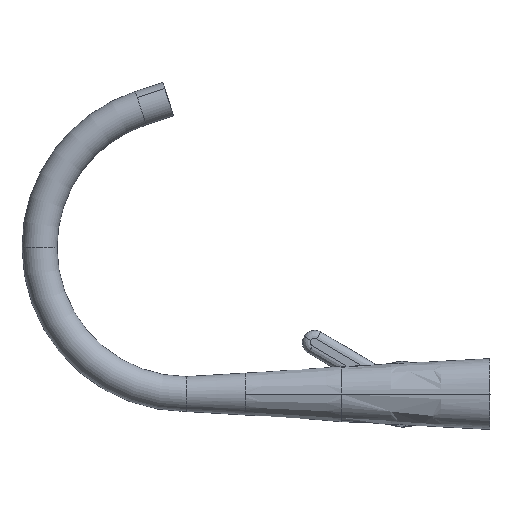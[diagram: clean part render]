
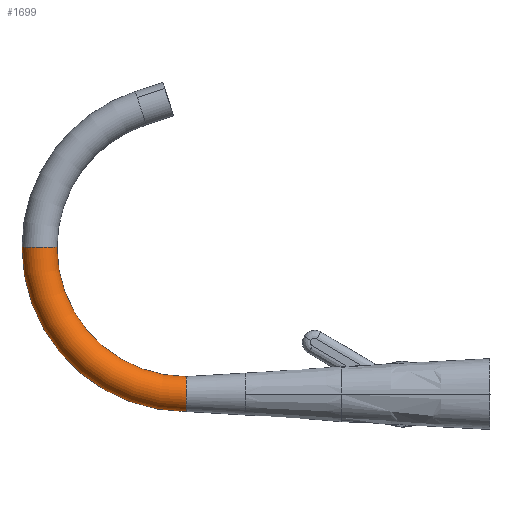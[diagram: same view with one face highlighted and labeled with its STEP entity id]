
A CAD part, left-side view. The second image highlights one B-rep face of the part: STEP entity #1699.
In plain terms, the highlighted toroidal (fillet/blend) face has major radius 108.883 mm and minor radius 13 mm.
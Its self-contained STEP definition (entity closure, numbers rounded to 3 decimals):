
#297 = CARTESIAN_POINT ( 'NONE',  ( 0., 334.632, 108.883 ) ) ;
#389 = AXIS2_PLACEMENT_3D ( 'NONE', #6906, #1401, #4896 ) ;
#470 = CARTESIAN_POINT ( 'NONE',  ( -12.833, 225.749, -2.119 ) ) ;
#488 = AXIS2_PLACEMENT_3D ( 'NONE', #5110, #5486, #6527 ) ;
#495 = CARTESIAN_POINT ( 'NONE',  ( -6.869, 225.749, -11.045 ) ) ;
#583 = CARTESIAN_POINT ( 'NONE',  ( -12.667, 225.749, 2.953 ) ) ;
#624 = CARTESIAN_POINT ( 'NONE',  ( 0., 225.749, -13. ) ) ;
#673 = VERTEX_POINT ( 'NONE', #5025 ) ;
#787 = CARTESIAN_POINT ( 'NONE',  ( -13., 225.749, 0.425 ) ) ;
#828 = CARTESIAN_POINT ( 'NONE',  ( -1.698, 225.749, -12.896 ) ) ;
#884 = CARTESIAN_POINT ( 'NONE',  ( -7.576, 225.749, 10.573 ) ) ;
#952 = CARTESIAN_POINT ( 'NONE',  ( -12.173, 225.749, 4.582 ) ) ;
#1172 = CIRCLE ( 'NONE', #488, 95.883 ) ;
#1174 = CARTESIAN_POINT ( 'NONE',  ( -7.918, 225.749, -10.319 ) ) ;
#1401 = DIRECTION ( 'NONE',  ( -1., 0., 0. ) ) ;
#1422 = CARTESIAN_POINT ( 'NONE',  ( -2.119, 225.749, 12.833 ) ) ;
#1458 = CARTESIAN_POINT ( 'NONE',  ( 0., 225.749, 13. ) ) ;
#1484 = EDGE_CURVE ( 'NONE', #4397, #4081, #2157, .T. ) ;
#1525 = CARTESIAN_POINT ( 'NONE',  ( -12.833, 225.749, 2.119 ) ) ;
#1557 = CARTESIAN_POINT ( 'NONE',  ( -8.892, 225.749, 9.493 ) ) ;
#1630 = ORIENTED_EDGE ( 'NONE', *, *, #6121, .F. ) ;
#1699 = ADVANCED_FACE ( 'NONE', ( #7002 ), #7277, .T. ) ;
#1713 = CARTESIAN_POINT ( 'NONE',  ( -0.851, 225.749, 12.979 ) ) ;
#1823 = CARTESIAN_POINT ( 'NONE',  ( -6.869, 225.749, 11.045 ) ) ;
#1875 = CARTESIAN_POINT ( 'NONE',  ( -12.564, 225.749, -3.367 ) ) ;
#1926 = CARTESIAN_POINT ( 'NONE',  ( -2.953, 225.749, 12.667 ) ) ;
#1979 = CARTESIAN_POINT ( 'NONE',  ( -11.264, 225.749, 6.503 ) ) ;
#1986 = ORIENTED_EDGE ( 'NONE', *, *, #1484, .F. ) ;
#2087 = CARTESIAN_POINT ( 'NONE',  ( -10.573, 225.749, -7.576 ) ) ;
#2157 = B_SPLINE_CURVE_WITH_KNOTS ( 'NONE', 3,
 ( #1458, #6182, #1713, #3460, #1422, #1926, #6371, #6636, #5884, #2285, #5541, #3100, #1823, #884, #6283, #6663, #1557, #6993, #2258, #3054, #2927, #5285, #1979, #2906, #6788, #952, #3862, #4910, #583, #1525, #3321, #5705, #787, #6554, #6852, #4838, #470, #7191, #1875, #4230, #3578, #5773, #5895, #6001, #4253, #2087, #6356, #6826, #2377, #5414, #2324, #1174, #5570, #495, #4826, #4127, #3809, #5091, #2821, #2749, #5719, #4151, #828, #2834, #3778, #624 ),
 .UNSPECIFIED., .F., .F.,
 ( 4, 2, 2, 2, 2, 2, 2, 2, 2, 2, 2, 2, 2, 2, 2, 2, 2, 2, 2, 2, 2, 2, 2, 2, 2, 2, 2, 2, 2, 2, 2, 2, 4 ),
 ( 0.5, 0.516, 0.531, 0.547, 0.562, 0.578, 0.594, 0.609, 0.625, 0.641, 0.656, 0.672, 0.687, 0.703, 0.719, 0.734, 0.75, 0.766, 0.781, 0.797, 0.812, 0.828, 0.844, 0.859, 0.875, 0.891, 0.906, 0.922, 0.938, 0.953, 0.969, 0.984, 1. ),
 .UNSPECIFIED. ) ;
#2258 = CARTESIAN_POINT ( 'NONE',  ( -9.779, 225.749, 8.576 ) ) ;
#2285 = CARTESIAN_POINT ( 'NONE',  ( -5.368, 225.749, 11.848 ) ) ;
#2324 = CARTESIAN_POINT ( 'NONE',  ( -8.576, 225.749, -9.779 ) ) ;
#2377 = CARTESIAN_POINT ( 'NONE',  ( -9.493, 225.749, -8.892 ) ) ;
#2434 = DIRECTION ( 'NONE',  ( 0., -1., 0. ) ) ;
#2570 = AXIS2_PLACEMENT_3D ( 'NONE', #297, #6125, #6827 ) ;
#2749 = CARTESIAN_POINT ( 'NONE',  ( -3.367, 225.749, -12.564 ) ) ;
#2786 = EDGE_CURVE ( 'NONE', #6988, #4397, #1172, .T. ) ;
#2821 = CARTESIAN_POINT ( 'NONE',  ( -4.181, 225.749, -12.317 ) ) ;
#2834 = CARTESIAN_POINT ( 'NONE',  ( -0.851, 225.749, -12.979 ) ) ;
#2906 = CARTESIAN_POINT ( 'NONE',  ( -11.666, 225.749, 5.753 ) ) ;
#2927 = CARTESIAN_POINT ( 'NONE',  ( -10.573, 225.749, 7.576 ) ) ;
#3036 = CARTESIAN_POINT ( 'NONE',  ( 0., 225.749, -13. ) ) ;
#3054 = CARTESIAN_POINT ( 'NONE',  ( -10.319, 225.749, 7.918 ) ) ;
#3100 = CARTESIAN_POINT ( 'NONE',  ( -6.503, 225.749, 11.264 ) ) ;
#3120 = EDGE_CURVE ( 'NONE', #673, #4081, #6525, .T. ) ;
#3321 = CARTESIAN_POINT ( 'NONE',  ( -12.896, 225.749, 1.698 ) ) ;
#3337 = ORIENTED_EDGE ( 'NONE', *, *, #2786, .F. ) ;
#3352 = ORIENTED_EDGE ( 'NONE', *, *, #3120, .T. ) ;
#3367 = CARTESIAN_POINT ( 'NONE',  ( 0., 225.749, 13. ) ) ;
#3460 = CARTESIAN_POINT ( 'NONE',  ( -1.698, 225.749, 12.896 ) ) ;
#3578 = CARTESIAN_POINT ( 'NONE',  ( -12.173, 225.749, -4.582 ) ) ;
#3652 = DIRECTION ( 'NONE',  ( -1., 0., 0. ) ) ;
#3778 = CARTESIAN_POINT ( 'NONE',  ( -0.425, 225.749, -13. ) ) ;
#3809 = CARTESIAN_POINT ( 'NONE',  ( -5.368, 225.749, -11.848 ) ) ;
#3862 = CARTESIAN_POINT ( 'NONE',  ( -12.317, 225.749, 4.181 ) ) ;
#4081 = VERTEX_POINT ( 'NONE', #3036 ) ;
#4127 = CARTESIAN_POINT ( 'NONE',  ( -5.753, 225.749, -11.666 ) ) ;
#4151 = CARTESIAN_POINT ( 'NONE',  ( -2.119, 225.749, -12.833 ) ) ;
#4230 = CARTESIAN_POINT ( 'NONE',  ( -12.317, 225.749, -4.181 ) ) ;
#4253 = CARTESIAN_POINT ( 'NONE',  ( -11.045, 225.749, -6.869 ) ) ;
#4397 = VERTEX_POINT ( 'NONE', #3367 ) ;
#4826 = CARTESIAN_POINT ( 'NONE',  ( -6.503, 225.749, -11.264 ) ) ;
#4838 = CARTESIAN_POINT ( 'NONE',  ( -12.896, 225.749, -1.698 ) ) ;
#4896 = DIRECTION ( 'NONE',  ( 0., 1., 0. ) ) ;
#4910 = CARTESIAN_POINT ( 'NONE',  ( -12.564, 225.749, 3.367 ) ) ;
#5025 = CARTESIAN_POINT ( 'NONE',  ( 0., 347.632, 108.883 ) ) ;
#5091 = CARTESIAN_POINT ( 'NONE',  ( -4.582, 225.749, -12.173 ) ) ;
#5110 = CARTESIAN_POINT ( 'NONE',  ( 0., 225.749, 108.883 ) ) ;
#5242 = CARTESIAN_POINT ( 'NONE',  ( 0., 225.749, 108.883 ) ) ;
#5254 = EDGE_LOOP ( 'NONE', ( #1630, #3352, #1986, #3337 ) ) ;
#5285 = CARTESIAN_POINT ( 'NONE',  ( -11.045, 225.749, 6.869 ) ) ;
#5414 = CARTESIAN_POINT ( 'NONE',  ( -8.892, 225.749, -9.493 ) ) ;
#5486 = DIRECTION ( 'NONE',  ( -1., 0., 0. ) ) ;
#5541 = CARTESIAN_POINT ( 'NONE',  ( -5.753, 225.749, 11.666 ) ) ;
#5570 = CARTESIAN_POINT ( 'NONE',  ( -7.576, 225.749, -10.573 ) ) ;
#5705 = CARTESIAN_POINT ( 'NONE',  ( -12.979, 225.749, 0.851 ) ) ;
#5719 = CARTESIAN_POINT ( 'NONE',  ( -2.953, 225.749, -12.667 ) ) ;
#5773 = CARTESIAN_POINT ( 'NONE',  ( -11.848, 225.749, -5.368 ) ) ;
#5884 = CARTESIAN_POINT ( 'NONE',  ( -4.582, 225.749, 12.173 ) ) ;
#5895 = CARTESIAN_POINT ( 'NONE',  ( -11.666, 225.749, -5.753 ) ) ;
#5979 = CIRCLE ( 'NONE', #2570, 13. ) ;
#5997 = CARTESIAN_POINT ( 'NONE',  ( 0., 321.632, 108.883 ) ) ;
#6001 = CARTESIAN_POINT ( 'NONE',  ( -11.264, 225.749, -6.503 ) ) ;
#6121 = EDGE_CURVE ( 'NONE', #673, #6988, #5979, .T. ) ;
#6125 = DIRECTION ( 'NONE',  ( 0., 0., 1. ) ) ;
#6182 = CARTESIAN_POINT ( 'NONE',  ( -0.425, 225.749, 13. ) ) ;
#6283 = CARTESIAN_POINT ( 'NONE',  ( -7.918, 225.749, 10.319 ) ) ;
#6356 = CARTESIAN_POINT ( 'NONE',  ( -10.319, 225.749, -7.918 ) ) ;
#6371 = CARTESIAN_POINT ( 'NONE',  ( -3.367, 225.749, 12.564 ) ) ;
#6525 = CIRCLE ( 'NONE', #6797, 121.883 ) ;
#6527 = DIRECTION ( 'NONE',  ( 0., -1., 0. ) ) ;
#6554 = CARTESIAN_POINT ( 'NONE',  ( -13., 225.749, -0.425 ) ) ;
#6636 = CARTESIAN_POINT ( 'NONE',  ( -4.181, 225.749, 12.317 ) ) ;
#6663 = CARTESIAN_POINT ( 'NONE',  ( -8.576, 225.749, 9.779 ) ) ;
#6788 = CARTESIAN_POINT ( 'NONE',  ( -11.848, 225.749, 5.368 ) ) ;
#6797 = AXIS2_PLACEMENT_3D ( 'NONE', #5242, #3652, #2434 ) ;
#6826 = CARTESIAN_POINT ( 'NONE',  ( -9.779, 225.749, -8.576 ) ) ;
#6827 = DIRECTION ( 'NONE',  ( 1., 0., 0. ) ) ;
#6852 = CARTESIAN_POINT ( 'NONE',  ( -12.979, 225.749, -0.851 ) ) ;
#6906 = CARTESIAN_POINT ( 'NONE',  ( 0., 225.749, 108.883 ) ) ;
#6988 = VERTEX_POINT ( 'NONE', #5997 ) ;
#6993 = CARTESIAN_POINT ( 'NONE',  ( -9.493, 225.749, 8.892 ) ) ;
#7002 = FACE_OUTER_BOUND ( 'NONE', #5254, .T. ) ;
#7191 = CARTESIAN_POINT ( 'NONE',  ( -12.667, 225.749, -2.953 ) ) ;
#7277 = TOROIDAL_SURFACE ( 'NONE', #389, 108.883, 13. ) ;
